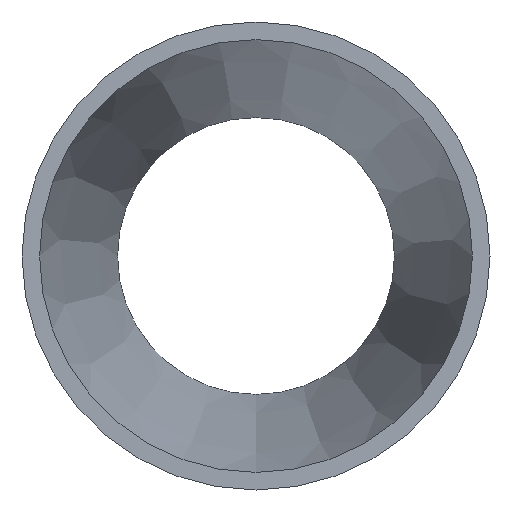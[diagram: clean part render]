
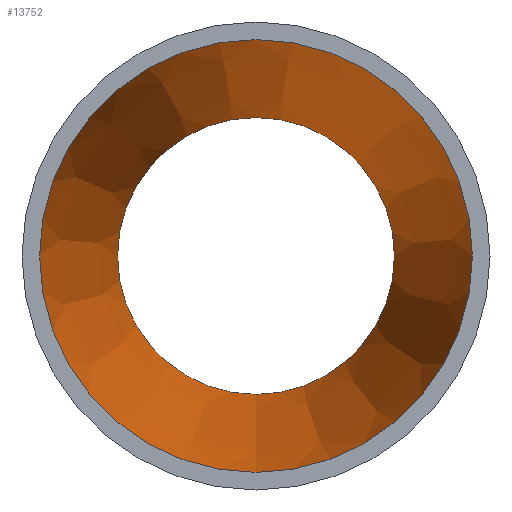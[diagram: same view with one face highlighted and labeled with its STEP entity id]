
A CAD part, front view. The second image highlights one B-rep face of the part: STEP entity #13752.
In plain terms, the highlighted conical face has half-angle 9.462 degrees and reference radius 24.972 mm.
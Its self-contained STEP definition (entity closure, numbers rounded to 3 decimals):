
#385 = CARTESIAN_POINT ( 'NONE',  ( 0., 0., -24.972 ) ) ;
#1556 = VERTEX_POINT ( 'NONE', #385 ) ;
#1672 = DIRECTION ( 'NONE',  ( 0., -1., 0. ) ) ;
#2308 = EDGE_LOOP ( 'NONE', ( #15054 ) ) ;
#2677 = EDGE_CURVE ( 'NONE', #1556, #1556, #15418, .T. ) ;
#2785 = ORIENTED_EDGE ( 'NONE', *, *, #9881, .F. ) ;
#2862 = CARTESIAN_POINT ( 'NONE',  ( 0., 0., 0. ) ) ;
#3019 = DIRECTION ( 'NONE',  ( 0., -1., 0. ) ) ;
#3557 = CIRCLE ( 'NONE', #16240, 15.972 ) ;
#3951 = DIRECTION ( 'NONE',  ( 0., 0., -1. ) ) ;
#4609 = DIRECTION ( 'NONE',  ( 0., 0., -1. ) ) ;
#6130 = CARTESIAN_POINT ( 'NONE',  ( 0., 0., 0. ) ) ;
#7133 = DIRECTION ( 'NONE',  ( 0., -1., 0. ) ) ;
#7639 = AXIS2_PLACEMENT_3D ( 'NONE', #2862, #3019, #3951 ) ;
#8027 = CARTESIAN_POINT ( 'NONE',  ( 0., 54., -15.972 ) ) ;
#9881 = EDGE_CURVE ( 'NONE', #15450, #15450, #3557, .T. ) ;
#10278 = FACE_OUTER_BOUND ( 'NONE', #2308, .T. ) ;
#10410 = DIRECTION ( 'NONE',  ( 0., 0., -1. ) ) ;
#11744 = FACE_BOUND ( 'NONE', #13579, .T. ) ;
#11862 = CONICAL_SURFACE ( 'NONE', #7639, 24.972, 0.165 ) ;
#13579 = EDGE_LOOP ( 'NONE', ( #2785 ) ) ;
#13628 = CARTESIAN_POINT ( 'NONE',  ( 0., 54., 0. ) ) ;
#13752 = ADVANCED_FACE ( 'NONE', ( #11744, #10278 ), #11862, .F. ) ;
#14352 = AXIS2_PLACEMENT_3D ( 'NONE', #6130, #1672, #10410 ) ;
#15054 = ORIENTED_EDGE ( 'NONE', *, *, #2677, .T. ) ;
#15418 = CIRCLE ( 'NONE', #14352, 24.972 ) ;
#15450 = VERTEX_POINT ( 'NONE', #8027 ) ;
#16240 = AXIS2_PLACEMENT_3D ( 'NONE', #13628, #7133, #4609 ) ;
